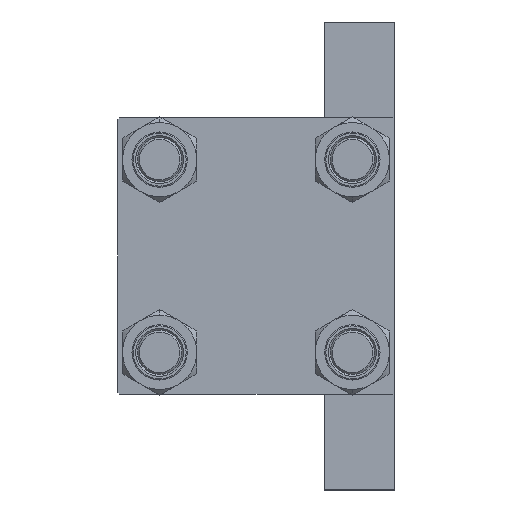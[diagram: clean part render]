
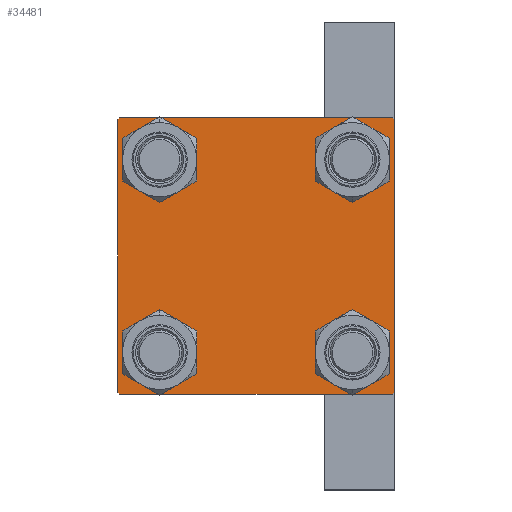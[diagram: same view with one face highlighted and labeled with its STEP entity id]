
A CAD part, left-side view. The second image highlights one B-rep face of the part: STEP entity #34481.
In plain terms, the highlighted planar face has unit normal (-1, 0, 0).
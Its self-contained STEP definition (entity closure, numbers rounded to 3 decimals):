
#101 = VERTEX_POINT ( 'NONE', #21399 ) ;
#482 = CARTESIAN_POINT ( 'NONE',  ( 0., -26.15, -26.15 ) ) ;
#486 = EDGE_CURVE ( 'NONE', #11049, #4223, #31667, .T. ) ;
#914 = DIRECTION ( 'NONE',  ( 1., 0., 0. ) ) ;
#1222 = CARTESIAN_POINT ( 'NONE',  ( 0., 37.5, 37. ) ) ;
#1514 = VECTOR ( 'NONE', #3362, 1000. ) ;
#1613 = EDGE_CURVE ( 'NONE', #10375, #26396, #29312, .T. ) ;
#1794 = EDGE_LOOP ( 'NONE', ( #16349, #24135 ) ) ;
#1810 = FACE_BOUND ( 'NONE', #12023, .T. ) ;
#1998 = CIRCLE ( 'NONE', #12850, 6.5 ) ;
#2194 = ORIENTED_EDGE ( 'NONE', *, *, #46125, .T. ) ;
#2299 = DIRECTION ( 'NONE',  ( 0., 0., 1. ) ) ;
#3193 = VERTEX_POINT ( 'NONE', #37913 ) ;
#3362 = DIRECTION ( 'NONE',  ( 0., -1., 0. ) ) ;
#3505 = ORIENTED_EDGE ( 'NONE', *, *, #22098, .T. ) ;
#3630 = DIRECTION ( 'NONE',  ( 0., 0.707, -0.707 ) ) ;
#3927 = EDGE_CURVE ( 'NONE', #101, #26106, #47250, .T. ) ;
#3982 = CARTESIAN_POINT ( 'NONE',  ( 0., 26.15, 19.65 ) ) ;
#4220 = VERTEX_POINT ( 'NONE', #33288 ) ;
#4223 = VERTEX_POINT ( 'NONE', #14859 ) ;
#4332 = VERTEX_POINT ( 'NONE', #43922 ) ;
#4793 = CARTESIAN_POINT ( 'NONE',  ( 0., -26.15, 26.15 ) ) ;
#5086 = AXIS2_PLACEMENT_3D ( 'NONE', #35849, #40231, #39745 ) ;
#5215 = DIRECTION ( 'NONE',  ( 0., -0.707, 0.707 ) ) ;
#5265 = DIRECTION ( 'NONE',  ( 0., 0., 1. ) ) ;
#5444 = DIRECTION ( 'NONE',  ( -1., 0., 0. ) ) ;
#5498 = CARTESIAN_POINT ( 'NONE',  ( 0., 26.15, 26.15 ) ) ;
#5679 = FACE_BOUND ( 'NONE', #8582, .T. ) ;
#5712 = ORIENTED_EDGE ( 'NONE', *, *, #20519, .T. ) ;
#5964 = DIRECTION ( 'NONE',  ( 1., 0., 0. ) ) ;
#6674 = EDGE_CURVE ( 'NONE', #26396, #26106, #23630, .T. ) ;
#7200 = VECTOR ( 'NONE', #3630, 1000. ) ;
#7275 = DIRECTION ( 'NONE',  ( 0., 0., 1. ) ) ;
#7923 = VERTEX_POINT ( 'NONE', #33828 ) ;
#8061 = AXIS2_PLACEMENT_3D ( 'NONE', #5498, #5964, #20292 ) ;
#8582 = EDGE_LOOP ( 'NONE', ( #20101, #3505 ) ) ;
#8853 = DIRECTION ( 'NONE',  ( 0., 0., 1. ) ) ;
#8940 = EDGE_CURVE ( 'NONE', #9259, #14148, #33068, .T. ) ;
#9259 = VERTEX_POINT ( 'NONE', #1222 ) ;
#10375 = VERTEX_POINT ( 'NONE', #36240 ) ;
#10440 = CARTESIAN_POINT ( 'NONE',  ( 0., 26.15, -26.15 ) ) ;
#11049 = VERTEX_POINT ( 'NONE', #32518 ) ;
#12023 = EDGE_LOOP ( 'NONE', ( #2194, #35292 ) ) ;
#12431 = CARTESIAN_POINT ( 'NONE',  ( 0., -37.25, 37.25 ) ) ;
#12815 = VERTEX_POINT ( 'NONE', #27414 ) ;
#12850 = AXIS2_PLACEMENT_3D ( 'NONE', #31165, #27754, #8853 ) ;
#13233 = AXIS2_PLACEMENT_3D ( 'NONE', #46695, #47655, #2299 ) ;
#13447 = FACE_OUTER_BOUND ( 'NONE', #20956, .T. ) ;
#13762 = CARTESIAN_POINT ( 'NONE',  ( 0., 37.5, -37. ) ) ;
#14021 = CARTESIAN_POINT ( 'NONE',  ( 0., -37.5, 37.5 ) ) ;
#14148 = VERTEX_POINT ( 'NONE', #13762 ) ;
#14315 = DIRECTION ( 'NONE',  ( 0., -0.707, -0.707 ) ) ;
#14792 = CIRCLE ( 'NONE', #13233, 6.5 ) ;
#14859 = CARTESIAN_POINT ( 'NONE',  ( 0., -26.15, 32.65 ) ) ;
#15328 = DIRECTION ( 'NONE',  ( 0., -1., 0. ) ) ;
#15839 = DIRECTION ( 'NONE',  ( 0., 0., -1. ) ) ;
#16349 = ORIENTED_EDGE ( 'NONE', *, *, #28658, .T. ) ;
#18413 = CARTESIAN_POINT ( 'NONE',  ( 0., 37.25, 37.25 ) ) ;
#19299 = CARTESIAN_POINT ( 'NONE',  ( 0., -37., -37.5 ) ) ;
#19413 = EDGE_CURVE ( 'NONE', #39654, #4220, #41991, .T. ) ;
#20101 = ORIENTED_EDGE ( 'NONE', *, *, #45782, .T. ) ;
#20292 = DIRECTION ( 'NONE',  ( 0., 0., 1. ) ) ;
#20326 = AXIS2_PLACEMENT_3D ( 'NONE', #4793, #914, #5265 ) ;
#20519 = EDGE_CURVE ( 'NONE', #4223, #11049, #22642, .T. ) ;
#20563 = DIRECTION ( 'NONE',  ( 0., 0., -1. ) ) ;
#20956 = EDGE_LOOP ( 'NONE', ( #29870, #39207, #21406, #21134, #32944, #29080, #29098, #21628 ) ) ;
#21134 = ORIENTED_EDGE ( 'NONE', *, *, #6674, .T. ) ;
#21399 = CARTESIAN_POINT ( 'NONE',  ( 0., -37.5, 37. ) ) ;
#21406 = ORIENTED_EDGE ( 'NONE', *, *, #1613, .T. ) ;
#21578 = DIRECTION ( 'NONE',  ( 1., 0., 0. ) ) ;
#21628 = ORIENTED_EDGE ( 'NONE', *, *, #22214, .T. ) ;
#21826 = DIRECTION ( 'NONE',  ( 1., 0., 0. ) ) ;
#22087 = EDGE_CURVE ( 'NONE', #14148, #10375, #40501, .T. ) ;
#22098 = EDGE_CURVE ( 'NONE', #7923, #12815, #34323, .T. ) ;
#22214 = EDGE_CURVE ( 'NONE', #4332, #9259, #47309, .T. ) ;
#22642 = CIRCLE ( 'NONE', #20326, 6.5 ) ;
#23630 = LINE ( 'NONE', #38433, #46340 ) ;
#24135 = ORIENTED_EDGE ( 'NONE', *, *, #19413, .T. ) ;
#24976 = DIRECTION ( 'NONE',  ( 0., 0., 1. ) ) ;
#25978 = CIRCLE ( 'NONE', #5086, 6.5 ) ;
#26106 = VERTEX_POINT ( 'NONE', #38563 ) ;
#26396 = VERTEX_POINT ( 'NONE', #19299 ) ;
#27021 = AXIS2_PLACEMENT_3D ( 'NONE', #31987, #28588, #39251 ) ;
#27414 = CARTESIAN_POINT ( 'NONE',  ( 0., 26.15, -19.65 ) ) ;
#27526 = FACE_BOUND ( 'NONE', #30658, .T. ) ;
#27754 = DIRECTION ( 'NONE',  ( 1., 0., 0. ) ) ;
#28588 = DIRECTION ( 'NONE',  ( 1., 0., 0. ) ) ;
#28658 = EDGE_CURVE ( 'NONE', #4220, #39654, #14792, .T. ) ;
#28988 = ORIENTED_EDGE ( 'NONE', *, *, #486, .T. ) ;
#29078 = VECTOR ( 'NONE', #45663, 1000. ) ;
#29080 = ORIENTED_EDGE ( 'NONE', *, *, #44819, .T. ) ;
#29098 = ORIENTED_EDGE ( 'NONE', *, *, #43619, .F. ) ;
#29103 = CARTESIAN_POINT ( 'NONE',  ( 0., 37.25, -37.25 ) ) ;
#29312 = LINE ( 'NONE', #36812, #1514 ) ;
#29578 = VERTEX_POINT ( 'NONE', #3982 ) ;
#29870 = ORIENTED_EDGE ( 'NONE', *, *, #8940, .T. ) ;
#30658 = EDGE_LOOP ( 'NONE', ( #5712, #28988 ) ) ;
#30924 = CARTESIAN_POINT ( 'NONE',  ( 0., 0., 0. ) ) ;
#31143 = AXIS2_PLACEMENT_3D ( 'NONE', #482, #21578, #7275 ) ;
#31165 = CARTESIAN_POINT ( 'NONE',  ( 0., 26.15, -26.15 ) ) ;
#31667 = CIRCLE ( 'NONE', #27021, 6.5 ) ;
#31987 = CARTESIAN_POINT ( 'NONE',  ( 0., -26.15, 26.15 ) ) ;
#32518 = CARTESIAN_POINT ( 'NONE',  ( 0., -26.15, 19.65 ) ) ;
#32944 = ORIENTED_EDGE ( 'NONE', *, *, #3927, .F. ) ;
#33068 = LINE ( 'NONE', #47879, #34754 ) ;
#33288 = CARTESIAN_POINT ( 'NONE',  ( 0., -26.15, -19.65 ) ) ;
#33828 = CARTESIAN_POINT ( 'NONE',  ( 0., 26.15, -32.65 ) ) ;
#34209 = AXIS2_PLACEMENT_3D ( 'NONE', #30924, #5444, #38907 ) ;
#34323 = CIRCLE ( 'NONE', #41281, 6.5 ) ;
#34481 = ADVANCED_FACE ( 'NONE', ( #27526, #42810, #5679, #1810, #13447 ), #42569, .T. ) ;
#34754 = VECTOR ( 'NONE', #15839, 1000. ) ;
#35292 = ORIENTED_EDGE ( 'NONE', *, *, #38031, .T. ) ;
#35849 = CARTESIAN_POINT ( 'NONE',  ( 0., 26.15, 26.15 ) ) ;
#35856 = VECTOR ( 'NONE', #14315, 1000. ) ;
#36240 = CARTESIAN_POINT ( 'NONE',  ( 0., 37., -37.5 ) ) ;
#36812 = CARTESIAN_POINT ( 'NONE',  ( 0., 37.5, -37.5 ) ) ;
#37142 = LINE ( 'NONE', #44931, #42214 ) ;
#37143 = CARTESIAN_POINT ( 'NONE',  ( 0., 26.15, 32.65 ) ) ;
#37913 = CARTESIAN_POINT ( 'NONE',  ( 0., -37., 37.5 ) ) ;
#38031 = EDGE_CURVE ( 'NONE', #29578, #41299, #43714, .T. ) ;
#38433 = CARTESIAN_POINT ( 'NONE',  ( 0., -37.25, -37.25 ) ) ;
#38493 = VECTOR ( 'NONE', #20563, 1000. ) ;
#38563 = CARTESIAN_POINT ( 'NONE',  ( 0., -37.5, -37. ) ) ;
#38907 = DIRECTION ( 'NONE',  ( 0., 0., 1. ) ) ;
#39207 = ORIENTED_EDGE ( 'NONE', *, *, #22087, .T. ) ;
#39251 = DIRECTION ( 'NONE',  ( 0., 0., 1. ) ) ;
#39654 = VERTEX_POINT ( 'NONE', #46844 ) ;
#39745 = DIRECTION ( 'NONE',  ( 0., 0., 1. ) ) ;
#40231 = DIRECTION ( 'NONE',  ( 1., 0., 0. ) ) ;
#40501 = LINE ( 'NONE', #29103, #35856 ) ;
#41281 = AXIS2_PLACEMENT_3D ( 'NONE', #10440, #21826, #24976 ) ;
#41299 = VERTEX_POINT ( 'NONE', #37143 ) ;
#41991 = CIRCLE ( 'NONE', #31143, 6.5 ) ;
#42214 = VECTOR ( 'NONE', #15328, 1000. ) ;
#42569 = PLANE ( 'NONE',  #34209 ) ;
#42810 = FACE_BOUND ( 'NONE', #1794, .T. ) ;
#43619 = EDGE_CURVE ( 'NONE', #4332, #3193, #37142, .T. ) ;
#43714 = CIRCLE ( 'NONE', #8061, 6.5 ) ;
#43922 = CARTESIAN_POINT ( 'NONE',  ( 0., 37., 37.5 ) ) ;
#44819 = EDGE_CURVE ( 'NONE', #101, #3193, #45186, .T. ) ;
#44931 = CARTESIAN_POINT ( 'NONE',  ( 0., 37.5, 37.5 ) ) ;
#45186 = LINE ( 'NONE', #12431, #29078 ) ;
#45663 = DIRECTION ( 'NONE',  ( 0., 0.707, 0.707 ) ) ;
#45782 = EDGE_CURVE ( 'NONE', #12815, #7923, #1998, .T. ) ;
#46125 = EDGE_CURVE ( 'NONE', #41299, #29578, #25978, .T. ) ;
#46340 = VECTOR ( 'NONE', #5215, 1000. ) ;
#46695 = CARTESIAN_POINT ( 'NONE',  ( 0., -26.15, -26.15 ) ) ;
#46844 = CARTESIAN_POINT ( 'NONE',  ( 0., -26.15, -32.65 ) ) ;
#47250 = LINE ( 'NONE', #14021, #38493 ) ;
#47309 = LINE ( 'NONE', #18413, #7200 ) ;
#47655 = DIRECTION ( 'NONE',  ( 1., 0., 0. ) ) ;
#47879 = CARTESIAN_POINT ( 'NONE',  ( 0., 37.5, 37.5 ) ) ;
